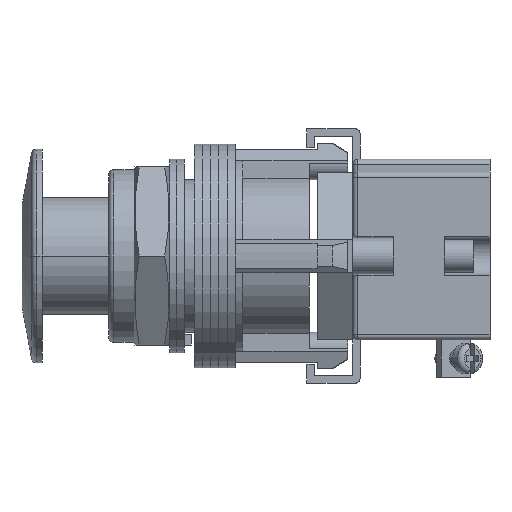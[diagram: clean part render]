
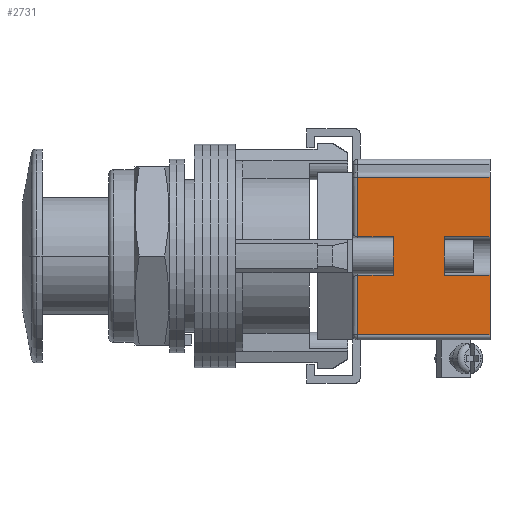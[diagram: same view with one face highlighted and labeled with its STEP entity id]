
A CAD part, left-side view. The second image highlights one B-rep face of the part: STEP entity #2731.
In plain terms, the highlighted planar face has unit normal (-1, 0, 0).
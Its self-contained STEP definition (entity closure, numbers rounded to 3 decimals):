
#14 = CARTESIAN_POINT ( 'NONE',  ( -21.25, -41.1, 3.75 ) ) ;
#257 = VERTEX_POINT ( 'NONE', #4954 ) ;
#276 = DIRECTION ( 'NONE',  ( 1., 0., 0. ) ) ;
#314 = LINE ( 'NONE', #9193, #2592 ) ;
#538 = CARTESIAN_POINT ( 'NONE',  ( -21.25, -31.1, 0. ) ) ;
#673 = LINE ( 'NONE', #7272, #7537 ) ;
#859 = LINE ( 'NONE', #4692, #7548 ) ;
#921 = EDGE_CURVE ( 'NONE', #13464, #6334, #1695, .T. ) ;
#925 = VERTEX_POINT ( 'NONE', #943 ) ;
#943 = CARTESIAN_POINT ( 'NONE',  ( -21.25, -24.1, -15.5 ) ) ;
#1067 = LINE ( 'NONE', #10333, #11851 ) ;
#1135 = EDGE_CURVE ( 'NONE', #13464, #9865, #859, .T. ) ;
#1195 = CARTESIAN_POINT ( 'NONE',  ( -21.25, -31.1, -3.75 ) ) ;
#1223 = VERTEX_POINT ( 'NONE', #1585 ) ;
#1321 = VERTEX_POINT ( 'NONE', #7869 ) ;
#1546 = LINE ( 'NONE', #12071, #3338 ) ;
#1580 = ORIENTED_EDGE ( 'NONE', *, *, #1135, .T. ) ;
#1585 = CARTESIAN_POINT ( 'NONE',  ( -21.25, -50.1, -3.75 ) ) ;
#1695 = LINE ( 'NONE', #14, #6247 ) ;
#1965 = LINE ( 'NONE', #538, #13109 ) ;
#2126 = LINE ( 'NONE', #5736, #10780 ) ;
#2328 = VECTOR ( 'NONE', #3766, 1000. ) ;
#2561 = CARTESIAN_POINT ( 'NONE',  ( -21.25, -50.1, -16.5 ) ) ;
#2578 = CARTESIAN_POINT ( 'NONE',  ( -21.25, -50.1, 15.5 ) ) ;
#2592 = VECTOR ( 'NONE', #11394, 1000. ) ;
#2621 = DIRECTION ( 'NONE',  ( 0., 1., 0. ) ) ;
#2731 = ADVANCED_FACE ( 'NONE', ( #13395 ), #12648, .F. ) ;
#2828 = EDGE_CURVE ( 'NONE', #8229, #1321, #1965, .T. ) ;
#2890 = VECTOR ( 'NONE', #9069, 1000. ) ;
#2952 = DIRECTION ( 'NONE',  ( 0., -1., 0. ) ) ;
#3192 = LINE ( 'NONE', #5310, #11203 ) ;
#3297 = CARTESIAN_POINT ( 'NONE',  ( -21.25, -24.1, 15.5 ) ) ;
#3338 = VECTOR ( 'NONE', #11111, 1000. ) ;
#3389 = EDGE_CURVE ( 'NONE', #8721, #925, #314, .T. ) ;
#3451 = DIRECTION ( 'NONE',  ( 0., 1., 0. ) ) ;
#3540 = DIRECTION ( 'NONE',  ( 0., 0., -1. ) ) ;
#3563 = ORIENTED_EDGE ( 'NONE', *, *, #3389, .T. ) ;
#3766 = DIRECTION ( 'NONE',  ( 0., 0., -1. ) ) ;
#3828 = LINE ( 'NONE', #2561, #2328 ) ;
#4118 = DIRECTION ( 'NONE',  ( 0., 1., 0. ) ) ;
#4459 = EDGE_CURVE ( 'NONE', #1321, #257, #5333, .T. ) ;
#4646 = CARTESIAN_POINT ( 'NONE',  ( -21.25, -24.1, -3.75 ) ) ;
#4692 = CARTESIAN_POINT ( 'NONE',  ( -21.25, -41.1, 3.75 ) ) ;
#4848 = EDGE_CURVE ( 'NONE', #9098, #257, #3192, .T. ) ;
#4954 = CARTESIAN_POINT ( 'NONE',  ( -21.25, -24.1, 3.75 ) ) ;
#5045 = ORIENTED_EDGE ( 'NONE', *, *, #6509, .F. ) ;
#5179 = LINE ( 'NONE', #13143, #2890 ) ;
#5212 = ORIENTED_EDGE ( 'NONE', *, *, #2828, .F. ) ;
#5310 = CARTESIAN_POINT ( 'NONE',  ( -21.25, -24.1, -16.5 ) ) ;
#5333 = LINE ( 'NONE', #12729, #9728 ) ;
#5530 = DIRECTION ( 'NONE',  ( 0., 0., -1. ) ) ;
#5601 = ORIENTED_EDGE ( 'NONE', *, *, #12400, .F. ) ;
#5736 = CARTESIAN_POINT ( 'NONE',  ( -21.25, -31.1, -3.75 ) ) ;
#6032 = CARTESIAN_POINT ( 'NONE',  ( -21.25, -41.1, 3.75 ) ) ;
#6115 = ORIENTED_EDGE ( 'NONE', *, *, #4459, .F. ) ;
#6247 = VECTOR ( 'NONE', #8366, 1000. ) ;
#6334 = VERTEX_POINT ( 'NONE', #9592 ) ;
#6509 = EDGE_CURVE ( 'NONE', #1223, #13339, #3828, .T. ) ;
#7272 = CARTESIAN_POINT ( 'NONE',  ( -21.25, -50.1, 15.5 ) ) ;
#7537 = VECTOR ( 'NONE', #4118, 1000. ) ;
#7548 = VECTOR ( 'NONE', #11986, 1000. ) ;
#7869 = CARTESIAN_POINT ( 'NONE',  ( -21.25, -31.1, 3.75 ) ) ;
#7893 = CARTESIAN_POINT ( 'NONE',  ( -21.25, -50.1, -15.5 ) ) ;
#8004 = AXIS2_PLACEMENT_3D ( 'NONE', #11685, #276, #5530 ) ;
#8118 = EDGE_CURVE ( 'NONE', #10414, #9098, #673, .T. ) ;
#8229 = VERTEX_POINT ( 'NONE', #1195 ) ;
#8366 = DIRECTION ( 'NONE',  ( 0., 0., -1. ) ) ;
#8688 = EDGE_CURVE ( 'NONE', #8229, #8721, #2126, .T. ) ;
#8721 = VERTEX_POINT ( 'NONE', #4646 ) ;
#9069 = DIRECTION ( 'NONE',  ( 0., -1., 0. ) ) ;
#9098 = VERTEX_POINT ( 'NONE', #3297 ) ;
#9193 = CARTESIAN_POINT ( 'NONE',  ( -21.25, -24.1, -16.5 ) ) ;
#9345 = ORIENTED_EDGE ( 'NONE', *, *, #4848, .T. ) ;
#9592 = CARTESIAN_POINT ( 'NONE',  ( -21.25, -41.1, -3.75 ) ) ;
#9728 = VECTOR ( 'NONE', #3451, 1000. ) ;
#9865 = VERTEX_POINT ( 'NONE', #9970 ) ;
#9921 = EDGE_CURVE ( 'NONE', #925, #13339, #5179, .T. ) ;
#9970 = CARTESIAN_POINT ( 'NONE',  ( -21.25, -50.1, 3.75 ) ) ;
#10333 = CARTESIAN_POINT ( 'NONE',  ( -21.25, -41.1, -3.75 ) ) ;
#10414 = VERTEX_POINT ( 'NONE', #2578 ) ;
#10530 = ORIENTED_EDGE ( 'NONE', *, *, #921, .F. ) ;
#10780 = VECTOR ( 'NONE', #2621, 1000. ) ;
#11111 = DIRECTION ( 'NONE',  ( 0., 0., -1. ) ) ;
#11203 = VECTOR ( 'NONE', #3540, 1000. ) ;
#11394 = DIRECTION ( 'NONE',  ( 0., 0., -1. ) ) ;
#11685 = CARTESIAN_POINT ( 'NONE',  ( -21.25, -50.1, -16.5 ) ) ;
#11851 = VECTOR ( 'NONE', #2952, 1000. ) ;
#11986 = DIRECTION ( 'NONE',  ( 0., -1., 0. ) ) ;
#12069 = ORIENTED_EDGE ( 'NONE', *, *, #8118, .T. ) ;
#12071 = CARTESIAN_POINT ( 'NONE',  ( -21.25, -50.1, -16.5 ) ) ;
#12400 = EDGE_CURVE ( 'NONE', #6334, #1223, #1067, .T. ) ;
#12648 = PLANE ( 'NONE',  #8004 ) ;
#12723 = ORIENTED_EDGE ( 'NONE', *, *, #9921, .T. ) ;
#12729 = CARTESIAN_POINT ( 'NONE',  ( -21.25, -31.1, 3.75 ) ) ;
#12784 = EDGE_CURVE ( 'NONE', #10414, #9865, #1546, .T. ) ;
#12876 = DIRECTION ( 'NONE',  ( 0., 0., 1. ) ) ;
#12895 = ORIENTED_EDGE ( 'NONE', *, *, #12784, .F. ) ;
#13109 = VECTOR ( 'NONE', #12876, 1000. ) ;
#13143 = CARTESIAN_POINT ( 'NONE',  ( -21.25, -50.1, -15.5 ) ) ;
#13339 = VERTEX_POINT ( 'NONE', #7893 ) ;
#13355 = ORIENTED_EDGE ( 'NONE', *, *, #8688, .T. ) ;
#13367 = EDGE_LOOP ( 'NONE', ( #5045, #5601, #10530, #1580, #12895, #12069, #9345, #6115, #5212, #13355, #3563, #12723 ) ) ;
#13395 = FACE_OUTER_BOUND ( 'NONE', #13367, .T. ) ;
#13464 = VERTEX_POINT ( 'NONE', #6032 ) ;
